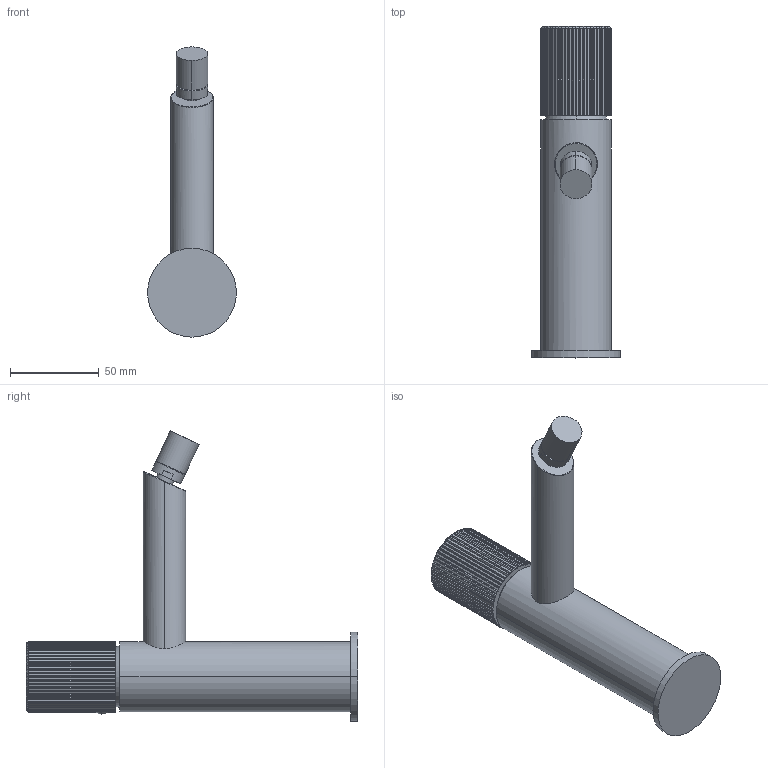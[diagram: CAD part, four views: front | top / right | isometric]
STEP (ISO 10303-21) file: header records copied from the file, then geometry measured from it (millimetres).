
FILE_DESCRIPTION((''),'2;1');
FILE_NAME('JO131CR','2021-02-02T15:01:23',('ut3'),('PAFFONI SpA'),'CREO PARAMETRIC BY PTC INC, 2020044','CREO PARAMETRIC BY PTC INC, 2020044','');
FILE_SCHEMA(('CONFIG_CONTROL_DESIGN','SHAPE_APPEARANCE_LAYERS_GROUPS'));
Length unit declared in the file: millimetre
Products named in the file (1): JO131CR
Bounding box: 50 x 186.85 x 163.36 mm (x, y, z)
Volume: 279338 mm3; surface area: 38024.9 mm2
Topology: 1 solids, 1 shells, 232 faces, 661 edges, 436 vertices
Faces by surface type: plane 140, cylinder 82, bspline 4, cone 4, sphere 2
Entity records: 10084 total; most frequent: CARTESIAN_POINT 2511, ORIENTED_EDGE 1314, DIRECTION 1127, EDGE_CURVE 657, VERTEX_POINT 436, AXIS2_PLACEMENT_3D 392, VECTOR 343, LINE 343
